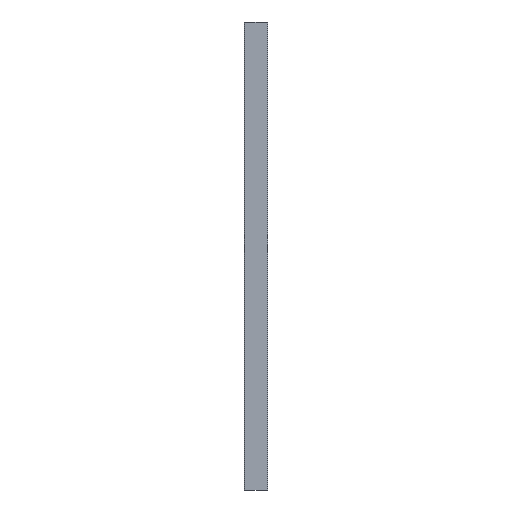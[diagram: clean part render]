
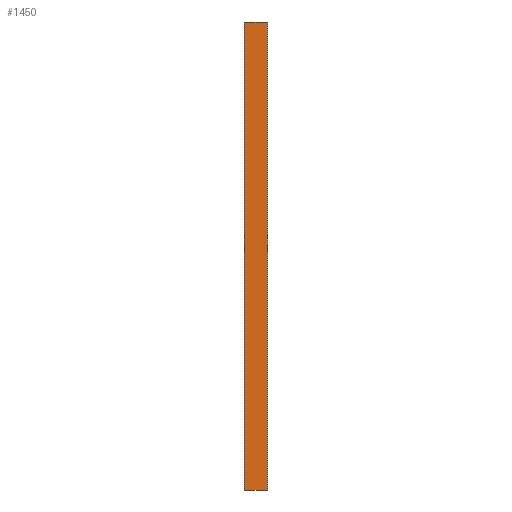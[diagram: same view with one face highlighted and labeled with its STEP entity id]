
A CAD part, front view. The second image highlights one B-rep face of the part: STEP entity #1450.
In plain terms, the highlighted planar face has unit normal (0, -1, 0).
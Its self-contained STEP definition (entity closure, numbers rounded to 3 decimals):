
#8 = VECTOR ( 'NONE', #662, 1000. ) ;
#81 = VERTEX_POINT ( 'NONE', #479 ) ;
#109 = CARTESIAN_POINT ( 'NONE',  ( 8.819, -50.5, -0.007 ) ) ;
#157 = EDGE_CURVE ( 'NONE', #81, #2097, #307, .T. ) ;
#242 = VECTOR ( 'NONE', #1407, 1000. ) ;
#307 = LINE ( 'NONE', #652, #8 ) ;
#372 = ORIENTED_EDGE ( 'NONE', *, *, #1434, .T. ) ;
#381 = CARTESIAN_POINT ( 'NONE',  ( -85.381, -50.5, -2000.007 ) ) ;
#479 = CARTESIAN_POINT ( 'NONE',  ( -85.381, -50.5, -0.007 ) ) ;
#526 = AXIS2_PLACEMENT_3D ( 'NONE', #1182, #1181, #696 ) ;
#547 = CARTESIAN_POINT ( 'NONE',  ( 8.819, -50.5, 12.5 ) ) ;
#587 = CARTESIAN_POINT ( 'NONE',  ( 8.819, -50.5, -2000.007 ) ) ;
#624 = CARTESIAN_POINT ( 'NONE',  ( -85.381, -50.5, -2000.007 ) ) ;
#652 = CARTESIAN_POINT ( 'NONE',  ( -85.381, -50.5, 12.5 ) ) ;
#662 = DIRECTION ( 'NONE',  ( 0., 0., -1. ) ) ;
#676 = ORIENTED_EDGE ( 'NONE', *, *, #987, .T. ) ;
#696 = DIRECTION ( 'NONE',  ( 0., 0., -1. ) ) ;
#736 = VECTOR ( 'NONE', #2328, 1000. ) ;
#767 = FACE_OUTER_BOUND ( 'NONE', #1041, .T. ) ;
#867 = ORIENTED_EDGE ( 'NONE', *, *, #157, .T. ) ;
#913 = VERTEX_POINT ( 'NONE', #587 ) ;
#958 = ORIENTED_EDGE ( 'NONE', *, *, #1216, .T. ) ;
#987 = EDGE_CURVE ( 'NONE', #913, #1923, #2304, .T. ) ;
#1041 = EDGE_LOOP ( 'NONE', ( #867, #372, #676, #958 ) ) ;
#1054 = PLANE ( 'NONE',  #526 ) ;
#1111 = LINE ( 'NONE', #1882, #2471 ) ;
#1181 = DIRECTION ( 'NONE',  ( 0., -1., 0. ) ) ;
#1182 = CARTESIAN_POINT ( 'NONE',  ( -9.981, -50.5, 12.5 ) ) ;
#1216 = EDGE_CURVE ( 'NONE', #1923, #81, #1111, .T. ) ;
#1407 = DIRECTION ( 'NONE',  ( 0., 0., 1. ) ) ;
#1434 = EDGE_CURVE ( 'NONE', #2097, #913, #1759, .T. ) ;
#1450 = ADVANCED_FACE ( 'NONE', ( #767 ), #1054, .T. ) ;
#1759 = LINE ( 'NONE', #624, #736 ) ;
#1882 = CARTESIAN_POINT ( 'NONE',  ( -9.981, -50.5, -0.007 ) ) ;
#1885 = DIRECTION ( 'NONE',  ( -1., 0., 0. ) ) ;
#1923 = VERTEX_POINT ( 'NONE', #109 ) ;
#2097 = VERTEX_POINT ( 'NONE', #381 ) ;
#2304 = LINE ( 'NONE', #547, #242 ) ;
#2328 = DIRECTION ( 'NONE',  ( 1., 0., 0. ) ) ;
#2471 = VECTOR ( 'NONE', #1885, 1000. ) ;
